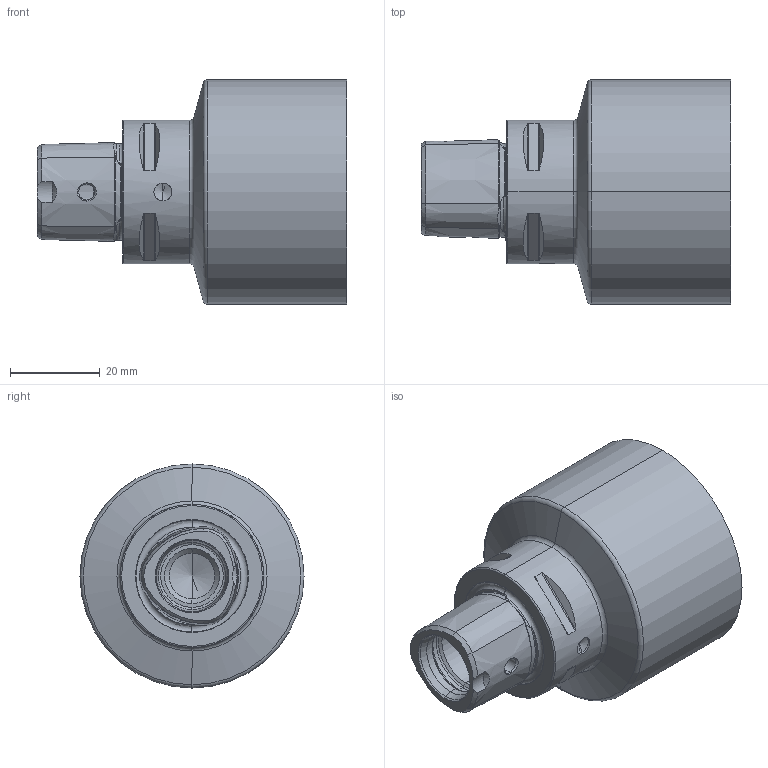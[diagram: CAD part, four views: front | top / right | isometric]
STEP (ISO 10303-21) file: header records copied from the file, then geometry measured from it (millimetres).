
FILE_DESCRIPTION (( 'STEP AP214' ), '1' );
FILE_NAME ('PS3.Ro5.050.050.STEP', '2025-05-06T07:56:22', ( '' ), ( '' ), 'SwSTEP 2.0', 'SolidWorks 2022', '' );
FILE_SCHEMA (( 'AUTOMOTIVE_DESIGN' ));
Length unit declared in the file: millimetre
Products named in the file (1): PS3.Ro5.050.050
Bounding box: 69 x 50 x 50 mm (x, y, z)
Volume: 80837.1 mm3; surface area: 13072.6 mm2
Topology: 1 solids, 1 shells, 134 faces, 315 edges, 185 vertices
Faces by surface type: cone 50, torus 38, cylinder 27, plane 19
Entity records: 4336 total; most frequent: CARTESIAN_POINT 1305, DIRECTION 640, ORIENTED_EDGE 618, EDGE_CURVE 309, AXIS2_PLACEMENT_3D 278, VERTEX_POINT 185, EDGE_LOOP 144, CIRCLE 143
